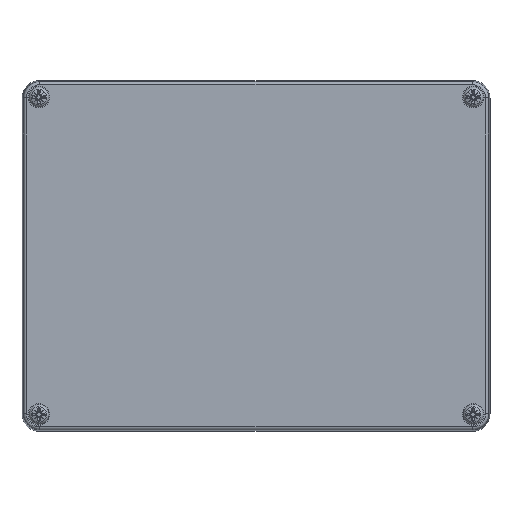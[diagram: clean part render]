
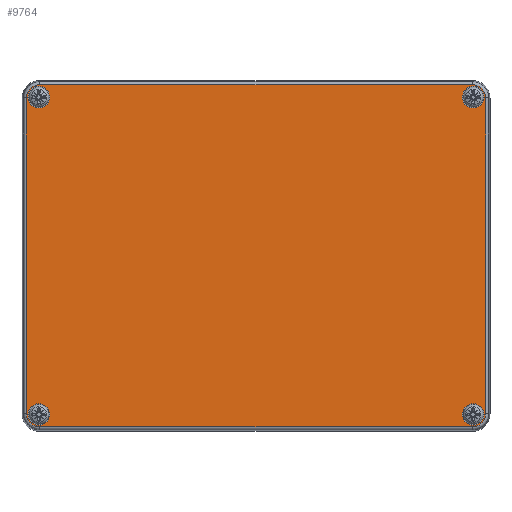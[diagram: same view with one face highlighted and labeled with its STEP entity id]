
A CAD part, top view. The second image highlights one B-rep face of the part: STEP entity #9764.
In plain terms, the highlighted face is planar.
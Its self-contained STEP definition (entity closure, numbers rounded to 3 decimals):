
#9224=CARTESIAN_POINT('',(70.55,-54.25,-30.5));
#9225=VERTEX_POINT('',#9224);
#9226=CARTESIAN_POINT('',(74.25,-54.25,-30.5));
#9227=DIRECTION('',(0.0,0.0,1.0));
#9228=DIRECTION('',(1.0,0.0,0.0));
#9229=AXIS2_PLACEMENT_3D('',#9226,#9227,#9228);
#9230=CIRCLE('',#9229,3.7);
#9231=EDGE_CURVE('',#9225,#9225,#9230,.T.);
#9264=CARTESIAN_POINT('',(70.55,54.25,-30.5));
#9265=VERTEX_POINT('',#9264);
#9266=CARTESIAN_POINT('',(74.25,54.25,-30.5));
#9267=DIRECTION('',(0.0,0.0,1.0));
#9268=DIRECTION('',(1.0,0.0,0.0));
#9269=AXIS2_PLACEMENT_3D('',#9266,#9267,#9268);
#9270=CIRCLE('',#9269,3.7);
#9271=EDGE_CURVE('',#9265,#9265,#9270,.T.);
#9304=CARTESIAN_POINT('',(-77.95,54.25,-30.5));
#9305=VERTEX_POINT('',#9304);
#9306=CARTESIAN_POINT('',(-74.25,54.25,-30.5));
#9307=DIRECTION('',(0.0,0.0,1.0));
#9308=DIRECTION('',(1.0,0.0,0.0));
#9309=AXIS2_PLACEMENT_3D('',#9306,#9307,#9308);
#9310=CIRCLE('',#9309,3.7);
#9311=EDGE_CURVE('',#9305,#9305,#9310,.T.);
#9344=CARTESIAN_POINT('',(-77.95,-54.25,-30.5));
#9345=VERTEX_POINT('',#9344);
#9346=CARTESIAN_POINT('',(-74.25,-54.25,-30.5));
#9347=DIRECTION('',(0.0,0.0,1.0));
#9348=DIRECTION('',(1.0,0.0,0.0));
#9349=AXIS2_PLACEMENT_3D('',#9346,#9347,#9348);
#9350=CIRCLE('',#9349,3.7);
#9351=EDGE_CURVE('',#9345,#9345,#9350,.T.);
#9375=CARTESIAN_POINT('',(74.,-58.485,-30.5));
#9376=VERTEX_POINT('',#9375);
#9384=CARTESIAN_POINT('',(78.485,-54.0,-30.5));
#9385=VERTEX_POINT('',#9384);
#9386=CARTESIAN_POINT('',(74.,-54.0,-30.5));
#9387=DIRECTION('',(0.0,0.0,1.0));
#9388=DIRECTION('',(0.707,-0.707,0.0));
#9389=AXIS2_PLACEMENT_3D('',#9386,#9387,#9388);
#9390=CIRCLE('',#9389,4.485);
#9391=EDGE_CURVE('',#9376,#9385,#9390,.T.);
#9419=CARTESIAN_POINT('',(-74.,-58.485,-30.5));
#9420=VERTEX_POINT('',#9419);
#9428=CARTESIAN_POINT('',(-74.,-58.485,-30.5));
#9429=DIRECTION('',(1.0,0.0,0.0));
#9430=VECTOR('',#9429,148.);
#9431=LINE('',#9428,#9430);
#9432=EDGE_CURVE('',#9420,#9376,#9431,.T.);
#9449=CARTESIAN_POINT('',(78.485,54.,-30.5));
#9450=VERTEX_POINT('',#9449);
#9467=CARTESIAN_POINT('',(78.485,-54.0,-30.5));
#9468=DIRECTION('',(0.0,1.0,0.0));
#9469=VECTOR('',#9468,108.);
#9470=LINE('',#9467,#9469);
#9471=EDGE_CURVE('',#9385,#9450,#9470,.T.);
#9483=CARTESIAN_POINT('',(-78.485,-54.,-30.5));
#9484=VERTEX_POINT('',#9483);
#9492=CARTESIAN_POINT('',(-74.,-54.0,-30.5));
#9493=DIRECTION('',(0.0,0.0,1.0));
#9494=DIRECTION('',(-0.707,-0.707,0.0));
#9495=AXIS2_PLACEMENT_3D('',#9492,#9493,#9494);
#9496=CIRCLE('',#9495,4.485);
#9497=EDGE_CURVE('',#9484,#9420,#9496,.T.);
#9515=CARTESIAN_POINT('',(74.,58.485,-30.5));
#9516=VERTEX_POINT('',#9515);
#9534=CARTESIAN_POINT('',(74.,54.0,-30.5));
#9535=DIRECTION('',(0.0,0.0,1.0));
#9536=DIRECTION('',(0.707,0.707,0.0));
#9537=AXIS2_PLACEMENT_3D('',#9534,#9535,#9536);
#9538=CIRCLE('',#9537,4.485);
#9539=EDGE_CURVE('',#9450,#9516,#9538,.T.);
#9551=CARTESIAN_POINT('',(-78.485,54.0,-30.5));
#9552=VERTEX_POINT('',#9551);
#9560=CARTESIAN_POINT('',(-78.485,54.0,-30.5));
#9561=DIRECTION('',(0.0,-1.0,0.0));
#9562=VECTOR('',#9561,108.0);
#9563=LINE('',#9560,#9562);
#9564=EDGE_CURVE('',#9552,#9484,#9563,.T.);
#9581=CARTESIAN_POINT('',(-74.,58.485,-30.5));
#9582=VERTEX_POINT('',#9581);
#9599=CARTESIAN_POINT('',(74.,58.485,-30.5));
#9600=DIRECTION('',(-1.0,0.0,0.0));
#9601=VECTOR('',#9600,148.);
#9602=LINE('',#9599,#9601);
#9603=EDGE_CURVE('',#9516,#9582,#9602,.T.);
#9622=CARTESIAN_POINT('',(-74.,54.0,-30.5));
#9623=DIRECTION('',(0.0,0.0,1.0));
#9624=DIRECTION('',(-0.707,0.707,0.0));
#9625=AXIS2_PLACEMENT_3D('',#9622,#9623,#9624);
#9626=CIRCLE('',#9625,4.485);
#9627=EDGE_CURVE('',#9582,#9552,#9626,.T.);
#9737=CARTESIAN_POINT('',(0.,0.,-30.5));
#9738=DIRECTION('',(0.0,0.0,1.0));
#9739=DIRECTION('',(1.0,0.0,0.0));
#9740=AXIS2_PLACEMENT_3D('',#9737,#9738,#9739);
#9741=PLANE('',#9740);
#9742=ORIENTED_EDGE('',*,*,#9391,.F.);
#9743=ORIENTED_EDGE('',*,*,#9432,.F.);
#9744=ORIENTED_EDGE('',*,*,#9497,.F.);
#9745=ORIENTED_EDGE('',*,*,#9564,.F.);
#9746=ORIENTED_EDGE('',*,*,#9627,.F.);
#9747=ORIENTED_EDGE('',*,*,#9603,.F.);
#9748=ORIENTED_EDGE('',*,*,#9539,.F.);
#9749=ORIENTED_EDGE('',*,*,#9471,.F.);
#9750=EDGE_LOOP('',(#9742,#9743,#9744,#9745,#9746,#9747,#9748,#9749));
#9751=FACE_OUTER_BOUND('',#9750,.T.);
#9752=ORIENTED_EDGE('',*,*,#9231,.T.);
#9753=EDGE_LOOP('',(#9752));
#9754=FACE_BOUND('',#9753,.T.);
#9755=ORIENTED_EDGE('',*,*,#9271,.T.);
#9756=EDGE_LOOP('',(#9755));
#9757=FACE_BOUND('',#9756,.T.);
#9758=ORIENTED_EDGE('',*,*,#9311,.T.);
#9759=EDGE_LOOP('',(#9758));
#9760=FACE_BOUND('',#9759,.T.);
#9761=ORIENTED_EDGE('',*,*,#9351,.T.);
#9762=EDGE_LOOP('',(#9761));
#9763=FACE_BOUND('',#9762,.T.);
#9764=ADVANCED_FACE('',(#9751,#9754,#9757,#9760,#9763),#9741,.F.);
